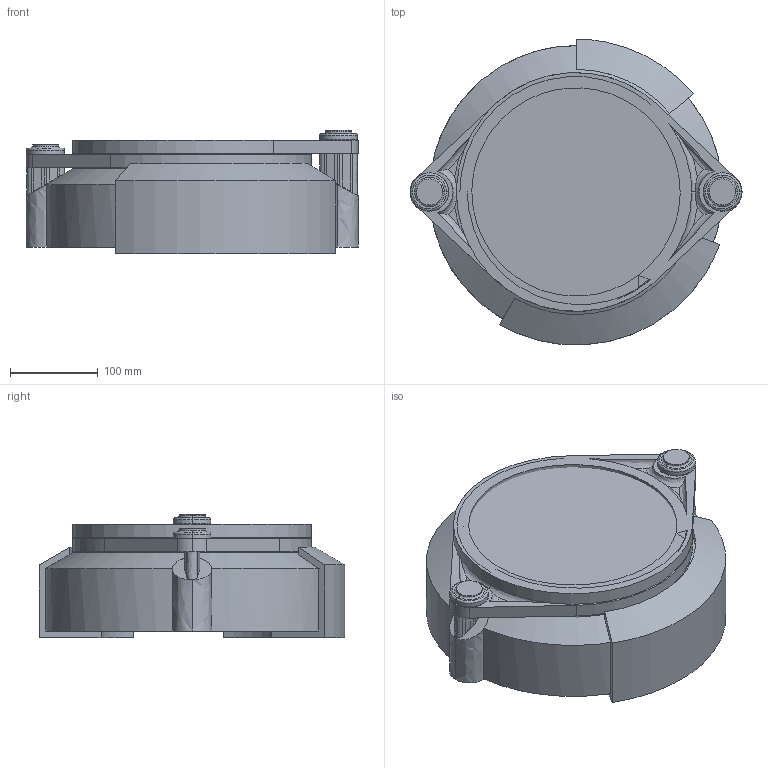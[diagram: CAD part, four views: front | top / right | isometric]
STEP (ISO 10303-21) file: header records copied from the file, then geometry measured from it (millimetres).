
FILE_DESCRIPTION(('FreeCAD Model'),'2;1');
FILE_NAME('Open CASCADE Shape Model','2025-04-29T11:06:28',('FreeCAD'),( 'FreeCAD'),'Open CASCADE STEP processor 7.6','FreeCAD','Unknown');
FILE_SCHEMA(('AUTOMOTIVE_DESIGN { 1 0 10303 214 1 1 1 1 }'));
Length unit declared in the file: millimetre
Products named in the file (1): Open CASCADE STEP translator 7.6 1
Bounding box: 378.88 x 348.9 x 140.41 mm (x, y, z)
Volume: 4956494.7 mm3; surface area: 945463.2 mm2
Topology: 15 solids, 15 shells, 245 faces, 568 edges, 372 vertices
Faces by surface type: bspline 245
Entity records: 7852 total; most frequent: CARTESIAN_POINT 4502, ORIENTED_EDGE 1136, EDGE_CURVE 568, VERTEX_POINT 372, B_SPLINE_CURVE_WITH_KNOTS 333, FACE_BOUND 280, EDGE_LOOP 280, ADVANCED_FACE 245
